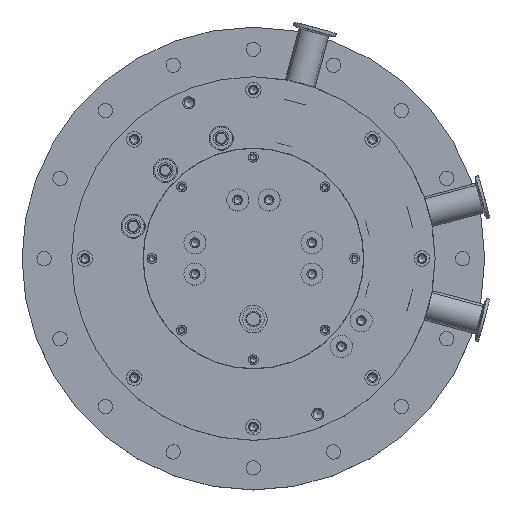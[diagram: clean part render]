
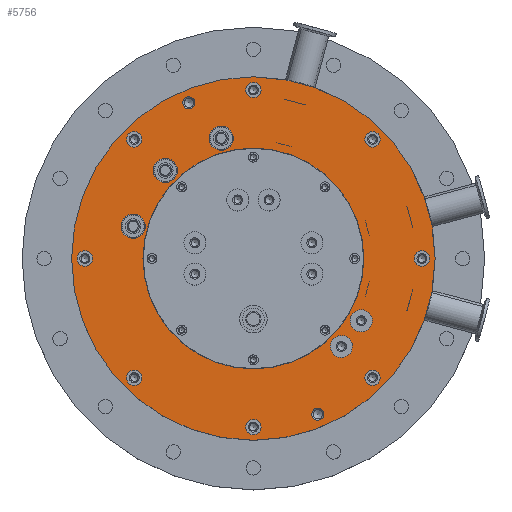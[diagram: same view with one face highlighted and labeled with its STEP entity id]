
A CAD part, top view. The second image highlights one B-rep face of the part: STEP entity #5756.
In plain terms, the highlighted planar face has unit normal (0, 0, 1).
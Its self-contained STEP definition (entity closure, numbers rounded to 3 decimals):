
#465=PLANE('',#6650);
#902=FACE_BOUND('',#1899,.T.);
#903=FACE_BOUND('',#1900,.T.);
#904=FACE_BOUND('',#1901,.T.);
#905=FACE_BOUND('',#1902,.T.);
#906=FACE_BOUND('',#1903,.T.);
#907=FACE_BOUND('',#1904,.T.);
#908=FACE_BOUND('',#1905,.T.);
#909=FACE_BOUND('',#1906,.T.);
#910=FACE_BOUND('',#1907,.T.);
#911=FACE_BOUND('',#1908,.T.);
#912=FACE_BOUND('',#1909,.T.);
#913=FACE_BOUND('',#1910,.T.);
#914=FACE_BOUND('',#1911,.T.);
#915=FACE_BOUND('',#1912,.T.);
#916=FACE_BOUND('',#1913,.T.);
#917=FACE_BOUND('',#1914,.T.);
#1372=FACE_OUTER_BOUND('',#1898,.T.);
#1898=EDGE_LOOP('',(#4512));
#1899=EDGE_LOOP('',(#4513));
#1900=EDGE_LOOP('',(#4514));
#1901=EDGE_LOOP('',(#4515));
#1902=EDGE_LOOP('',(#4516));
#1903=EDGE_LOOP('',(#4517));
#1904=EDGE_LOOP('',(#4518));
#1905=EDGE_LOOP('',(#4519));
#1906=EDGE_LOOP('',(#4520));
#1907=EDGE_LOOP('',(#4521));
#1908=EDGE_LOOP('',(#4522));
#1909=EDGE_LOOP('',(#4523));
#1910=EDGE_LOOP('',(#4524));
#1911=EDGE_LOOP('',(#4525));
#1912=EDGE_LOOP('',(#4526));
#1913=EDGE_LOOP('',(#4527));
#1914=EDGE_LOOP('',(#4528));
#2577=CIRCLE('',#6420,5.5);
#2580=CIRCLE('',#6426,5.5);
#2596=CIRCLE('',#6458,6.);
#2599=CIRCLE('',#6463,6.);
#2624=CIRCLE('',#6499,9.);
#2628=CIRCLE('',#6506,9.);
#2632=CIRCLE('',#6513,9.);
#2676=CIRCLE('',#6601,7.);
#2679=CIRCLE('',#6607,7.);
#2682=CIRCLE('',#6613,7.);
#2685=CIRCLE('',#6619,7.);
#2688=CIRCLE('',#6625,7.);
#2691=CIRCLE('',#6631,7.);
#2694=CIRCLE('',#6637,7.);
#2695=CIRCLE('',#6640,100.25);
#2698=CIRCLE('',#6646,7.);
#2699=CIRCLE('',#6649,165.);
#3073=VERTEX_POINT('',#9408);
#3076=VERTEX_POINT('',#9417);
#3096=VERTEX_POINT('',#9591);
#3099=VERTEX_POINT('',#9599);
#3124=VERTEX_POINT('',#9684);
#3128=VERTEX_POINT('',#9695);
#3132=VERTEX_POINT('',#9706);
#3178=VERTEX_POINT('',#9877);
#3181=VERTEX_POINT('',#9886);
#3184=VERTEX_POINT('',#9895);
#3187=VERTEX_POINT('',#9904);
#3190=VERTEX_POINT('',#9913);
#3193=VERTEX_POINT('',#9922);
#3196=VERTEX_POINT('',#9931);
#3197=VERTEX_POINT('',#9935);
#3200=VERTEX_POINT('',#9944);
#3201=VERTEX_POINT('',#9948);
#3640=EDGE_CURVE('',#3073,#3073,#2577,.T.);
#3643=EDGE_CURVE('',#3076,#3076,#2580,.T.);
#3667=EDGE_CURVE('',#3096,#3096,#2596,.T.);
#3670=EDGE_CURVE('',#3099,#3099,#2599,.T.);
#3697=EDGE_CURVE('',#3124,#3124,#2624,.T.);
#3701=EDGE_CURVE('',#3128,#3128,#2628,.T.);
#3705=EDGE_CURVE('',#3132,#3132,#2632,.T.);
#3751=EDGE_CURVE('',#3178,#3178,#2676,.T.);
#3754=EDGE_CURVE('',#3181,#3181,#2679,.T.);
#3757=EDGE_CURVE('',#3184,#3184,#2682,.T.);
#3760=EDGE_CURVE('',#3187,#3187,#2685,.T.);
#3763=EDGE_CURVE('',#3190,#3190,#2688,.T.);
#3766=EDGE_CURVE('',#3193,#3193,#2691,.T.);
#3769=EDGE_CURVE('',#3196,#3196,#2694,.T.);
#3770=EDGE_CURVE('',#3197,#3197,#2695,.T.);
#3773=EDGE_CURVE('',#3200,#3200,#2698,.T.);
#3774=EDGE_CURVE('',#3201,#3201,#2699,.T.);
#4512=ORIENTED_EDGE('',*,*,#3774,.F.);
#4513=ORIENTED_EDGE('',*,*,#3640,.T.);
#4514=ORIENTED_EDGE('',*,*,#3643,.T.);
#4515=ORIENTED_EDGE('',*,*,#3667,.T.);
#4516=ORIENTED_EDGE('',*,*,#3670,.T.);
#4517=ORIENTED_EDGE('',*,*,#3697,.T.);
#4518=ORIENTED_EDGE('',*,*,#3701,.T.);
#4519=ORIENTED_EDGE('',*,*,#3705,.T.);
#4520=ORIENTED_EDGE('',*,*,#3751,.T.);
#4521=ORIENTED_EDGE('',*,*,#3754,.T.);
#4522=ORIENTED_EDGE('',*,*,#3757,.T.);
#4523=ORIENTED_EDGE('',*,*,#3760,.T.);
#4524=ORIENTED_EDGE('',*,*,#3763,.T.);
#4525=ORIENTED_EDGE('',*,*,#3766,.T.);
#4526=ORIENTED_EDGE('',*,*,#3769,.T.);
#4527=ORIENTED_EDGE('',*,*,#3770,.T.);
#4528=ORIENTED_EDGE('',*,*,#3773,.T.);
#5756=ADVANCED_FACE('',(#1372,#902,#903,#904,#905,#906,#907,#908,#909,#910,
#911,#912,#913,#914,#915,#916,#917),#465,.F.);
#6420=AXIS2_PLACEMENT_3D('',#9409,#7389,#7390);
#6426=AXIS2_PLACEMENT_3D('',#9418,#7401,#7402);
#6458=AXIS2_PLACEMENT_3D('',#9592,#7465,#7466);
#6463=AXIS2_PLACEMENT_3D('',#9600,#7475,#7476);
#6499=AXIS2_PLACEMENT_3D('',#9685,#7547,#7548);
#6506=AXIS2_PLACEMENT_3D('',#9696,#7561,#7562);
#6513=AXIS2_PLACEMENT_3D('',#9707,#7575,#7576);
#6601=AXIS2_PLACEMENT_3D('',#9878,#7751,#7752);
#6607=AXIS2_PLACEMENT_3D('',#9887,#7763,#7764);
#6613=AXIS2_PLACEMENT_3D('',#9896,#7775,#7776);
#6619=AXIS2_PLACEMENT_3D('',#9905,#7787,#7788);
#6625=AXIS2_PLACEMENT_3D('',#9914,#7799,#7800);
#6631=AXIS2_PLACEMENT_3D('',#9923,#7811,#7812);
#6637=AXIS2_PLACEMENT_3D('',#9932,#7823,#7824);
#6640=AXIS2_PLACEMENT_3D('',#9936,#7829,#7830);
#6646=AXIS2_PLACEMENT_3D('',#9945,#7841,#7842);
#6649=AXIS2_PLACEMENT_3D('',#9949,#7847,#7848);
#6650=AXIS2_PLACEMENT_3D('',#9950,#7849,#7850);
#7389=DIRECTION('center_axis',(0.,0.,-1.));
#7390=DIRECTION('ref_axis',(1.,0.,0.));
#7401=DIRECTION('center_axis',(0.,0.,-1.));
#7402=DIRECTION('ref_axis',(1.,0.,0.));
#7465=DIRECTION('center_axis',(0.,0.,-1.));
#7466=DIRECTION('ref_axis',(0.966,-0.259,0.));
#7475=DIRECTION('center_axis',(0.,0.,-1.));
#7476=DIRECTION('ref_axis',(1.,0.,0.));
#7547=DIRECTION('center_axis',(0.,0.,-1.));
#7548=DIRECTION('ref_axis',(0.866,-0.5,0.));
#7561=DIRECTION('center_axis',(0.,0.,-1.));
#7562=DIRECTION('ref_axis',(0.5,-0.866,0.));
#7575=DIRECTION('center_axis',(0.,0.,-1.));
#7576=DIRECTION('ref_axis',(1.,0.,0.));
#7751=DIRECTION('center_axis',(0.,0.,-1.));
#7752=DIRECTION('ref_axis',(0.,-1.,0.));
#7763=DIRECTION('center_axis',(0.,0.,-1.));
#7764=DIRECTION('ref_axis',(-0.707,-0.707,0.));
#7775=DIRECTION('center_axis',(0.,0.,-1.));
#7776=DIRECTION('ref_axis',(-1.,0.,0.));
#7787=DIRECTION('center_axis',(0.,0.,-1.));
#7788=DIRECTION('ref_axis',(-0.707,0.707,0.));
#7799=DIRECTION('center_axis',(0.,0.,-1.));
#7800=DIRECTION('ref_axis',(0.,1.,0.));
#7811=DIRECTION('center_axis',(0.,0.,-1.));
#7812=DIRECTION('ref_axis',(0.707,0.707,0.));
#7823=DIRECTION('center_axis',(0.,0.,-1.));
#7824=DIRECTION('ref_axis',(0.707,-0.707,0.));
#7829=DIRECTION('center_axis',(0.,0.,-1.));
#7830=DIRECTION('ref_axis',(-1.,0.,0.));
#7841=DIRECTION('center_axis',(0.,0.,-1.));
#7842=DIRECTION('ref_axis',(1.,0.,0.));
#7847=DIRECTION('center_axis',(0.,0.,-1.));
#7848=DIRECTION('ref_axis',(-1.,0.,0.));
#7849=DIRECTION('center_axis',(0.,0.,-1.));
#7850=DIRECTION('ref_axis',(-1.,0.,0.));
#9408=CARTESIAN_POINT('',(-53.051,141.354,40.));
#9409=CARTESIAN_POINT('Origin',(-58.551,141.354,40.));
#9417=CARTESIAN_POINT('',(64.051,-141.354,40.));
#9418=CARTESIAN_POINT('Origin',(58.551,-141.354,40.));
#9591=CARTESIAN_POINT('',(85.699,-81.456,40.));
#9592=CARTESIAN_POINT('Origin',(79.903,-79.903,40.));
#9599=CARTESIAN_POINT('',(103.861,-56.5,40.));
#9600=CARTESIAN_POINT('Origin',(97.861,-56.5,40.));
#9684=CARTESIAN_POINT('',(-72.109,75.403,40.));
#9685=CARTESIAN_POINT('Origin',(-79.903,79.903,40.));
#9695=CARTESIAN_POINT('',(-24.747,101.355,40.));
#9696=CARTESIAN_POINT('Origin',(-29.247,109.15,40.));
#9706=CARTESIAN_POINT('',(-100.15,29.247,40.));
#9707=CARTESIAN_POINT('Origin',(-109.15,29.247,40.));
#9877=CARTESIAN_POINT('',(0.,-160.,40.));
#9878=CARTESIAN_POINT('Origin',(0.,-153.,40.));
#9886=CARTESIAN_POINT('',(-113.137,-113.137,40.));
#9887=CARTESIAN_POINT('Origin',(-108.187,-108.187,40.));
#9895=CARTESIAN_POINT('',(-160.,0.,40.));
#9896=CARTESIAN_POINT('Origin',(-153.,0.,40.));
#9904=CARTESIAN_POINT('',(-113.137,113.137,40.));
#9905=CARTESIAN_POINT('Origin',(-108.187,108.187,40.));
#9913=CARTESIAN_POINT('',(0.,160.,40.));
#9914=CARTESIAN_POINT('Origin',(0.,153.,40.));
#9922=CARTESIAN_POINT('',(113.137,113.137,40.));
#9923=CARTESIAN_POINT('Origin',(108.187,108.187,40.));
#9931=CARTESIAN_POINT('',(113.137,-113.137,40.));
#9932=CARTESIAN_POINT('Origin',(108.187,-108.187,40.));
#9935=CARTESIAN_POINT('',(100.25,0.,40.));
#9936=CARTESIAN_POINT('Origin',(0.,0.,40.));
#9944=CARTESIAN_POINT('',(160.,0.,40.));
#9945=CARTESIAN_POINT('Origin',(153.,0.,40.));
#9948=CARTESIAN_POINT('',(165.,0.,40.));
#9949=CARTESIAN_POINT('Origin',(0.,0.,40.));
#9950=CARTESIAN_POINT('Origin',(0.,0.,40.));
